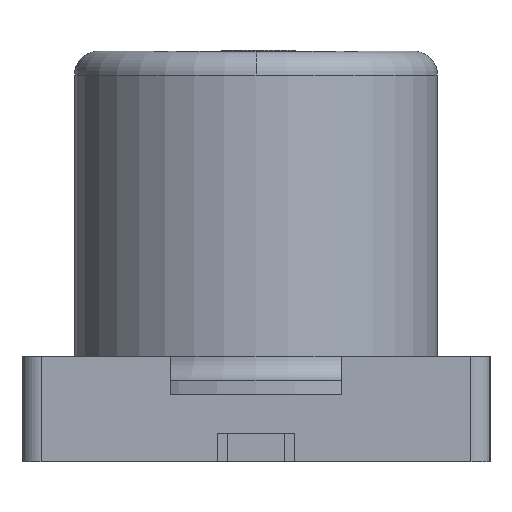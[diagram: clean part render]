
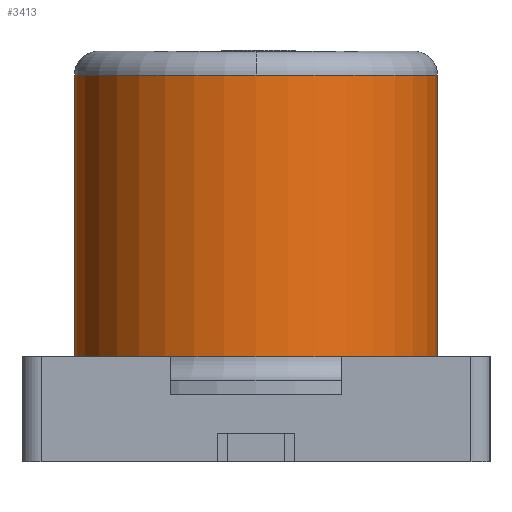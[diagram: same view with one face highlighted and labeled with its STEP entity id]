
A CAD part, left-side view. The second image highlights one B-rep face of the part: STEP entity #3413.
In plain terms, the highlighted cylindrical face has radius 1.9 mm (diameter 3.8 mm), a partial arc.
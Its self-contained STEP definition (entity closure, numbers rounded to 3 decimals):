
#636 = ORIENTED_EDGE ( 'NONE', *, *, #5395, .T. ) ;
#682 = CARTESIAN_POINT ( 'NONE',  ( -3.25, -1.9, 1.1 ) ) ;
#971 = VERTEX_POINT ( 'NONE', #10501 ) ;
#1322 = DIRECTION ( 'NONE',  ( 0., 0., 1. ) ) ;
#1400 = CARTESIAN_POINT ( 'NONE',  ( -3.25, -1.9, 0.85 ) ) ;
#1833 = VERTEX_POINT ( 'NONE', #682 ) ;
#1908 = ORIENTED_EDGE ( 'NONE', *, *, #2521, .T. ) ;
#1913 = CIRCLE ( 'NONE', #4760, 1.9 ) ;
#2445 = DIRECTION ( 'NONE',  ( 0., 0., 1. ) ) ;
#2521 = EDGE_CURVE ( 'NONE', #2762, #6097, #14249, .T. ) ;
#2532 = VERTEX_POINT ( 'NONE', #8242 ) ;
#2762 = VERTEX_POINT ( 'NONE', #13428 ) ;
#2771 = DIRECTION ( 'NONE',  ( 0., 0., -1. ) ) ;
#2974 = ORIENTED_EDGE ( 'NONE', *, *, #6257, .F. ) ;
#3413 = ADVANCED_FACE ( 'NONE', ( #4361 ), #12259, .T. ) ;
#3449 = DIRECTION ( 'NONE',  ( 1., 0., 0. ) ) ;
#3518 = DIRECTION ( 'NONE',  ( 0., 0., 1. ) ) ;
#3730 = DIRECTION ( 'NONE',  ( -1., 0., 0. ) ) ;
#4199 = DIRECTION ( 'NONE',  ( 1., 0., 0. ) ) ;
#4361 = FACE_OUTER_BOUND ( 'NONE', #6391, .T. ) ;
#4760 = AXIS2_PLACEMENT_3D ( 'NONE', #9787, #10806, #4199 ) ;
#5161 = CIRCLE ( 'NONE', #9375, 1.9 ) ;
#5353 = AXIS2_PLACEMENT_3D ( 'NONE', #12538, #8028, #3730 ) ;
#5395 = EDGE_CURVE ( 'NONE', #6097, #971, #5161, .T. ) ;
#6047 = CARTESIAN_POINT ( 'NONE',  ( -3.25, 1.9, 0.85 ) ) ;
#6097 = VERTEX_POINT ( 'NONE', #8802 ) ;
#6257 = EDGE_CURVE ( 'NONE', #2532, #971, #12633, .T. ) ;
#6391 = EDGE_LOOP ( 'NONE', ( #2974, #11877, #9247, #1908, #636 ) ) ;
#7799 = VECTOR ( 'NONE', #1322, 1000. ) ;
#8028 = DIRECTION ( 'NONE',  ( 0., 0., -1. ) ) ;
#8242 = CARTESIAN_POINT ( 'NONE',  ( -3.25, 1.9, 1.1 ) ) ;
#8802 = CARTESIAN_POINT ( 'NONE',  ( -5.15, 0., 4.05 ) ) ;
#9121 = CARTESIAN_POINT ( 'NONE',  ( -3.25, 0., 0.85 ) ) ;
#9247 = ORIENTED_EDGE ( 'NONE', *, *, #13376, .T. ) ;
#9375 = AXIS2_PLACEMENT_3D ( 'NONE', #11524, #2771, #10639 ) ;
#9787 = CARTESIAN_POINT ( 'NONE',  ( -3.25, 0., 1.1 ) ) ;
#10501 = CARTESIAN_POINT ( 'NONE',  ( -3.25, 1.9, 4.05 ) ) ;
#10639 = DIRECTION ( 'NONE',  ( -1., 0., 0. ) ) ;
#10752 = AXIS2_PLACEMENT_3D ( 'NONE', #9121, #3518, #3449 ) ;
#10806 = DIRECTION ( 'NONE',  ( 0., 0., 1. ) ) ;
#11318 = EDGE_CURVE ( 'NONE', #2532, #1833, #1913, .T. ) ;
#11524 = CARTESIAN_POINT ( 'NONE',  ( -3.25, 0., 4.05 ) ) ;
#11548 = LINE ( 'NONE', #1400, #14182 ) ;
#11877 = ORIENTED_EDGE ( 'NONE', *, *, #11318, .T. ) ;
#12259 = CYLINDRICAL_SURFACE ( 'NONE', #10752, 1.9 ) ;
#12538 = CARTESIAN_POINT ( 'NONE',  ( -3.25, 0., 4.05 ) ) ;
#12633 = LINE ( 'NONE', #6047, #7799 ) ;
#13376 = EDGE_CURVE ( 'NONE', #1833, #2762, #11548, .T. ) ;
#13428 = CARTESIAN_POINT ( 'NONE',  ( -3.25, -1.9, 4.05 ) ) ;
#14182 = VECTOR ( 'NONE', #2445, 1000. ) ;
#14249 = CIRCLE ( 'NONE', #5353, 1.9 ) ;
